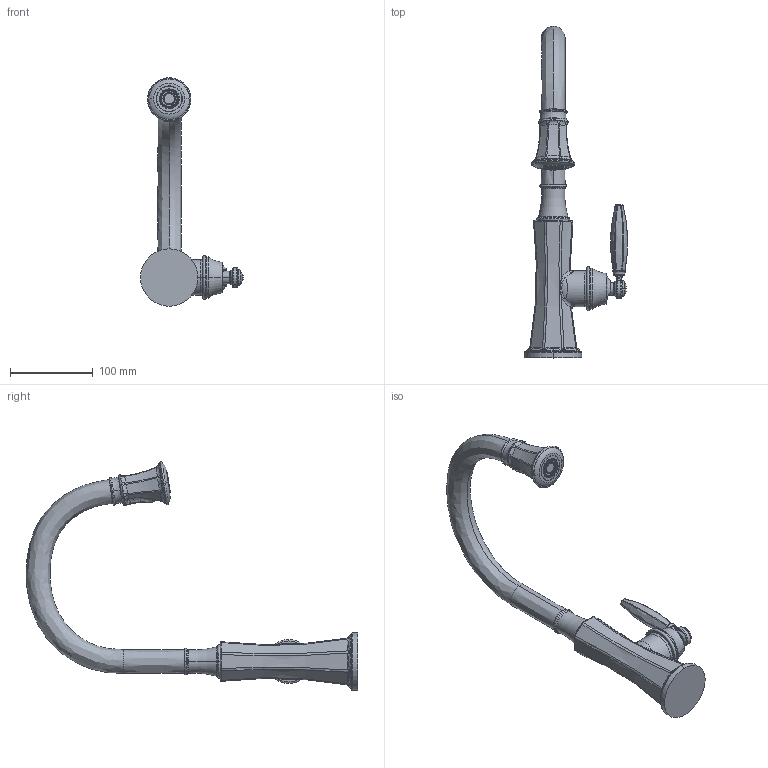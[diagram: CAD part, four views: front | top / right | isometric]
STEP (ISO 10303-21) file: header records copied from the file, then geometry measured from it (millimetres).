
FILE_DESCRIPTION((''),'2;1');
FILE_NAME('12038','2021-04-07T11:37:23',('jinson.thomas'),(''),'CREO PARAMETRIC BY PTC INC, 2018400','CREO PARAMETRIC BY PTC INC, 2018400','');
FILE_SCHEMA(('CONFIG_CONTROL_DESIGN'));
Length unit declared in the file: inch
Products named in the file (1): 12038
Bounding box: 124.81 x 402.1 x 276.91 mm (x, y, z)
Volume: 767698.8 mm3; surface area: 98291.9 mm2
Topology: 1 solids, 3 shells, 563 faces, 1218 edges, 709 vertices
Faces by surface type: bspline 254, torus 111, cone 78, plane 72, cylinder 38, sphere 10
Entity records: 29994 total; most frequent: CARTESIAN_POINT 19158, ORIENTED_EDGE 2432, DIRECTION 2012, EDGE_CURVE 1216, AXIS2_PLACEMENT_3D 940, VERTEX_POINT 709, CIRCLE 631, EDGE_LOOP 613
